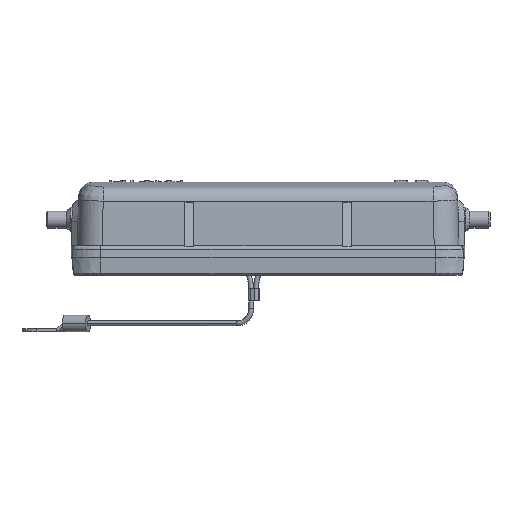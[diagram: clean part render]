
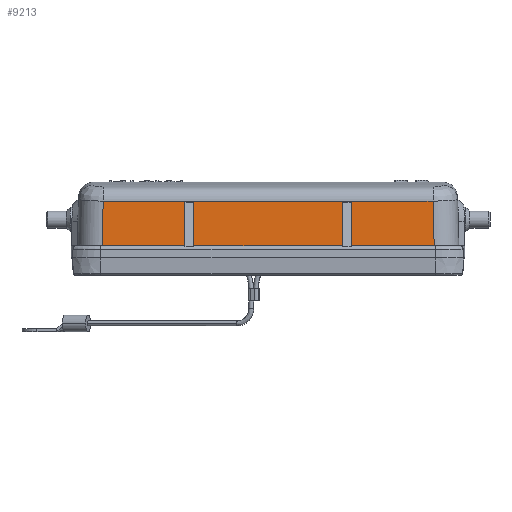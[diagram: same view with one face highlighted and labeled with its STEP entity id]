
A CAD part, top view. The second image highlights one B-rep face of the part: STEP entity #9213.
In plain terms, the highlighted planar face has unit normal (0, 0.026, 1).
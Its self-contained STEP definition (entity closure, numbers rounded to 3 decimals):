
#1681=DIRECTION('',(-1.,0.,0.));
#1682=VECTOR('',#1681,16.852);
#1683=CARTESIAN_POINT('',(33.752,2.5,14.));
#1684=LINE('',#1683,#1682);
#1955=DIRECTION('',(-1.,0.,0.));
#1956=VECTOR('',#1955,30.2);
#1957=CARTESIAN_POINT('',(15.1,2.5,14.));
#1958=LINE('',#1957,#1956);
#1963=DIRECTION('',(-0.026,-0.999,0.026));
#1964=VECTOR('',#1963,9.059);
#1965=CARTESIAN_POINT('',(-33.515,11.553,13.763));
#1966=LINE('',#1965,#1964);
#1967=DIRECTION('',(-0.026,0.999,-0.026));
#1968=VECTOR('',#1967,9.059);
#1969=CARTESIAN_POINT('',(33.752,2.5,14.));
#1970=LINE('',#1969,#1968);
#1971=DIRECTION('',(-1.,0.,0.));
#1972=VECTOR('',#1971,1.8);
#1973=CARTESIAN_POINT('',(-15.1,11.33,13.769));
#1974=LINE('',#1973,#1972);
#1979=DIRECTION('',(0.,1.,-0.026));
#1980=VECTOR('',#1979,8.833);
#1981=CARTESIAN_POINT('',(-15.1,2.5,14.));
#1982=LINE('',#1981,#1980);
#1992=DIRECTION('',(0.,-1.,0.026));
#1993=VECTOR('',#1992,8.833);
#1994=CARTESIAN_POINT('',(-16.9,11.33,13.769));
#1995=LINE('',#1994,#1993);
#2013=CARTESIAN_POINT('',(-33.752,2.5,14.));
#2023=DIRECTION('',(-1.,0.,0.));
#2024=VECTOR('',#2023,16.852);
#2025=CARTESIAN_POINT('',(-16.9,2.5,14.));
#2026=LINE('',#2025,#2024);
#2786=DIRECTION('',(1.,0.,0.));
#2787=VECTOR('',#2786,67.029);
#2788=CARTESIAN_POINT('',(-33.515,11.553,13.763));
#2789=LINE('',#2788,#2787);
#4145=CARTESIAN_POINT('',(-33.515,11.553,13.763));
#5317=DIRECTION('',(0.,1.,-0.026));
#5318=VECTOR('',#5317,8.833);
#5319=CARTESIAN_POINT('',(16.9,2.5,14.));
#5320=LINE('',#5319,#5318);
#5330=DIRECTION('',(-1.,0.,0.));
#5331=VECTOR('',#5330,1.8);
#5332=CARTESIAN_POINT('',(16.9,11.33,13.769));
#5333=LINE('',#5332,#5331);
#5334=DIRECTION('',(0.,-1.,0.026));
#5335=VECTOR('',#5334,8.833);
#5336=CARTESIAN_POINT('',(15.1,11.33,13.769));
#5337=LINE('',#5336,#5335);
#5743=VERTEX_POINT('',#4145);
#5746=CARTESIAN_POINT('',(33.515,11.553,13.763));
#5747=VERTEX_POINT('',#5746);
#5767=VERTEX_POINT('',#2013);
#5768=CARTESIAN_POINT('',(-16.9,11.33,13.769));
#5769=CARTESIAN_POINT('',(-16.9,2.5,14.));
#5770=VERTEX_POINT('',#5768);
#5771=VERTEX_POINT('',#5769);
#5772=CARTESIAN_POINT('',(33.752,2.5,14.));
#5773=CARTESIAN_POINT('',(16.9,2.5,14.));
#5774=VERTEX_POINT('',#5772);
#5775=VERTEX_POINT('',#5773);
#5776=CARTESIAN_POINT('',(16.9,11.33,13.769));
#5777=VERTEX_POINT('',#5776);
#5778=CARTESIAN_POINT('',(15.1,11.33,13.769));
#5779=VERTEX_POINT('',#5778);
#5780=CARTESIAN_POINT('',(15.1,2.5,14.));
#5781=VERTEX_POINT('',#5780);
#5782=CARTESIAN_POINT('',(-15.1,2.5,14.));
#5783=VERTEX_POINT('',#5782);
#5784=CARTESIAN_POINT('',(-15.1,11.33,13.769));
#5785=VERTEX_POINT('',#5784);
#9184=CARTESIAN_POINT('',(-40.88,2.5,14.));
#9185=DIRECTION('',(0.,0.026,1.));
#9186=DIRECTION('',(0.,-1.,0.026));
#9187=AXIS2_PLACEMENT_3D('',#9184,#9185,#9186);
#9188=PLANE('',#9187);
#9190=ORIENTED_EDGE('',*,*,#9189,.T.);
#9192=ORIENTED_EDGE('',*,*,#9191,.T.);
#9194=ORIENTED_EDGE('',*,*,#9193,.T.);
#9196=ORIENTED_EDGE('',*,*,#9195,.F.);
#9198=ORIENTED_EDGE('',*,*,#9197,.T.);
#9200=ORIENTED_EDGE('',*,*,#9199,.F.);
#9201=ORIENTED_EDGE('',*,*,#8821,.T.);
#9203=ORIENTED_EDGE('',*,*,#9202,.T.);
#9205=ORIENTED_EDGE('',*,*,#9204,.T.);
#9207=ORIENTED_EDGE('',*,*,#9206,.T.);
#9208=ORIENTED_EDGE('',*,*,#9174,.T.);
#9210=ORIENTED_EDGE('',*,*,#9209,.T.);
#9211=EDGE_LOOP('',(#9190,#9192,#9194,#9196,#9198,#9200,#9201,#9203,#9205,#9207,
#9208,#9210));
#9212=FACE_OUTER_BOUND('',#9211,.F.);
#9213=ADVANCED_FACE('',(#9212),#9188,.T.);
#8821=EDGE_CURVE('',#5774,#5775,#1684,.T.);
#9174=EDGE_CURVE('',#5781,#5783,#1958,.T.);
#9189=EDGE_CURVE('',#5785,#5770,#1974,.T.);
#9191=EDGE_CURVE('',#5770,#5771,#1995,.T.);
#9193=EDGE_CURVE('',#5771,#5767,#2026,.T.);
#9195=EDGE_CURVE('',#5743,#5767,#1966,.T.);
#9197=EDGE_CURVE('',#5743,#5747,#2789,.T.);
#9199=EDGE_CURVE('',#5774,#5747,#1970,.T.);
#9202=EDGE_CURVE('',#5775,#5777,#5320,.T.);
#9204=EDGE_CURVE('',#5777,#5779,#5333,.T.);
#9206=EDGE_CURVE('',#5779,#5781,#5337,.T.);
#9209=EDGE_CURVE('',#5783,#5785,#1982,.T.);
